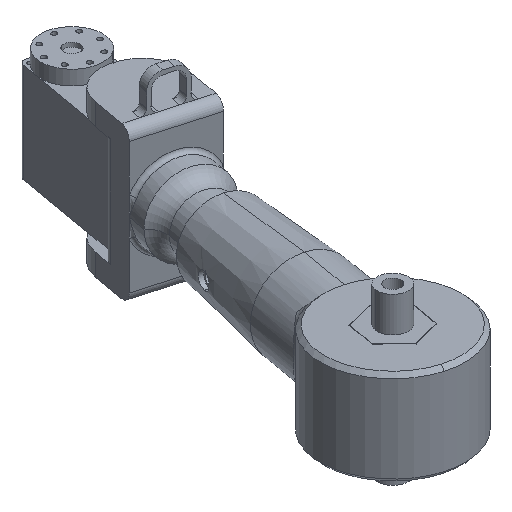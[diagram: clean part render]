
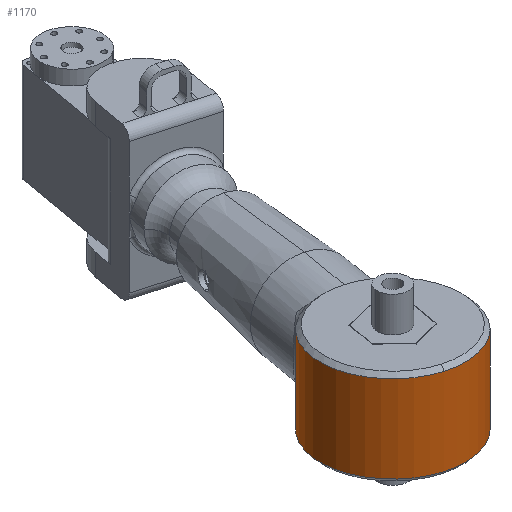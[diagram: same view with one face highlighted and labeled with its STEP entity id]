
A CAD part, left-side view. The second image highlights one B-rep face of the part: STEP entity #1170.
In plain terms, the highlighted cylindrical face has radius 35 mm (diameter 70 mm), a partial arc.
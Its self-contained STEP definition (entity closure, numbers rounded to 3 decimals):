
#280 = CARTESIAN_POINT ( 'NONE',  ( 30.125, 163.503, 15.758 ) ) ;
#316 = CARTESIAN_POINT ( 'NONE',  ( 22.597, 158.403, 26.591 ) ) ;
#323 = VERTEX_POINT ( 'NONE', #5705 ) ;
#351 = CARTESIAN_POINT ( 'NONE',  ( 19.116, 158.044, 32.253 ) ) ;
#358 = CARTESIAN_POINT ( 'NONE',  ( -7.644, 199.248, 38.531 ) ) ;
#413 = CARTESIAN_POINT ( 'NONE',  ( 1.805, 167.172, -4.723 ) ) ;
#416 = AXIS2_PLACEMENT_3D ( 'NONE', #1062, #6735, #6228 ) ;
#489 = ORIENTED_EDGE ( 'NONE', *, *, #4538, .T. ) ;
#619 = CARTESIAN_POINT ( 'NONE',  ( -6.788, 201.232, 25.472 ) ) ;
#627 = AXIS2_PLACEMENT_3D ( 'NONE', #6023, #1805, #3439 ) ;
#772 = VERTEX_POINT ( 'NONE', #4195 ) ;
#795 = DIRECTION ( 'NONE',  ( -0.729, -0.53, -0.434 ) ) ;
#825 = CARTESIAN_POINT ( 'NONE',  ( 12.146, 199.717, 3.186 ) ) ;
#827 = CARTESIAN_POINT ( 'NONE',  ( 25.705, 159.794, 22.018 ) ) ;
#853 = CARTESIAN_POINT ( 'NONE',  ( 10.369, 165.707, 49.254 ) ) ;
#860 = CARTESIAN_POINT ( 'NONE',  ( 4.96, 200.992, 7.611 ) ) ;
#863 = CARTESIAN_POINT ( 'NONE',  ( 24.144, 158.975, 24.273 ) ) ;
#928 = CARTESIAN_POINT ( 'NONE',  ( 13.84, 199.248, 2.441 ) ) ;
#1062 = CARTESIAN_POINT ( 'NONE',  ( -19.679, 167.172, 31.366 ) ) ;
#1099 = CARTESIAN_POINT ( 'NONE',  ( 16.446, 158.982, 37.208 ) ) ;
#1160 = B_SPLINE_CURVE_WITH_KNOTS ( 'NONE', 3,
 ( #6404, #5386, #2290, #1266, #5795, #3208, #5421, #619, #2184, #5584, #5460, #1369, #4983, #2995, #3410, #3917, #4504, #1937, #860, #2924, #5049, #5489, #3980, #825, #928 ),
 .UNSPECIFIED., .F., .F.,
 ( 4, 2, 2, 1, 2, 2, 2, 2, 2, 2, 2, 2, 4 ),
 ( 0., 0.006, 0.009, 0.011, 0.014, 0.017, 0.023, 0.026, 0.029, 0.034, 0.037, 0.04, 0.046 ),
 .UNSPECIFIED. ) ;
#1170 = ADVANCED_FACE ( 'NONE', ( #4915 ), #1231, .T. ) ;
#1231 = CYLINDRICAL_SURFACE ( 'NONE', #4996, 35. ) ;
#1266 = CARTESIAN_POINT ( 'NONE',  ( -7.733, 200.535, 32.004 ) ) ;
#1312 = AXIS2_PLACEMENT_3D ( 'NONE', #413, #1439, #795 ) ;
#1341 = CARTESIAN_POINT ( 'NONE',  ( 31.853, 165.707, 13.164 ) ) ;
#1369 = CARTESIAN_POINT ( 'NONE',  ( -4.244, 201.544, 18.342 ) ) ;
#1371 = ORIENTED_EDGE ( 'NONE', *, *, #3405, .T. ) ;
#1428 = B_SPLINE_CURVE_WITH_KNOTS ( 'NONE', 3,
 ( #1341, #3512, #2357, #280, #3412, #5492, #4506, #827, #2894, #863, #4985, #316, #5019, #4472, #2926, #351, #2521, #6669, #1099, #5655, #6700, #2624, #5183, #3611, #4680, #5620, #4608, #2106 ),
 .UNSPECIFIED., .F., .F.,
 ( 4, 2, 2, 2, 2, 2, 2, 2, 2, 2, 2, 2, 2, 4 ),
 ( 0., 0.003, 0.006, 0.011, 0.014, 0.017, 0.02, 0.023, 0.029, 0.032, 0.034, 0.04, 0.043, 0.046 ),
 .UNSPECIFIED. ) ;
#1439 = DIRECTION ( 'NONE',  ( -0.512, 0., 0.859 ) ) ;
#1484 = CARTESIAN_POINT ( 'NONE',  ( -45.182, 148.622, 16.185 ) ) ;
#1493 = VERTEX_POINT ( 'NONE', #1484 ) ;
#1802 = DIRECTION ( 'NONE',  ( -0.512, 0., 0.859 ) ) ;
#1805 = DIRECTION ( 'NONE',  ( 0.512, 0., -0.859 ) ) ;
#1831 = CIRCLE ( 'NONE', #1312, 35. ) ;
#1893 = ORIENTED_EDGE ( 'NONE', *, *, #3694, .T. ) ;
#1894 = CARTESIAN_POINT ( 'NONE',  ( 1.805, 167.172, -4.723 ) ) ;
#1937 = CARTESIAN_POINT ( 'NONE',  ( 2.75, 201.246, 9.386 ) ) ;
#2106 = CARTESIAN_POINT ( 'NONE',  ( 10.369, 165.707, 49.254 ) ) ;
#2184 = CARTESIAN_POINT ( 'NONE',  ( -6.299, 201.351, 23.636 ) ) ;
#2290 = CARTESIAN_POINT ( 'NONE',  ( -7.844, 200.087, 34.823 ) ) ;
#2357 = CARTESIAN_POINT ( 'NONE',  ( 31.017, 164.562, 14.445 ) ) ;
#2521 = CARTESIAN_POINT ( 'NONE',  ( 18.195, 158.227, 33.899 ) ) ;
#2624 = CARTESIAN_POINT ( 'NONE',  ( 14.028, 160.809, 42.041 ) ) ;
#2894 = CARTESIAN_POINT ( 'NONE',  ( 25.183, 159.494, 22.764 ) ) ;
#2924 = CARTESIAN_POINT ( 'NONE',  ( 5.723, 200.893, 7.045 ) ) ;
#2926 = CARTESIAN_POINT ( 'NONE',  ( 20.574, 158.043, 29.802 ) ) ;
#2944 = ORIENTED_EDGE ( 'NONE', *, *, #4503, .T. ) ;
#2995 = CARTESIAN_POINT ( 'NONE',  ( -2.258, 201.536, 15.094 ) ) ;
#3171 = CARTESIAN_POINT ( 'NONE',  ( 13.84, 199.248, 2.441 ) ) ;
#3208 = CARTESIAN_POINT ( 'NONE',  ( -7.464, 200.894, 29.186 ) ) ;
#3236 = CIRCLE ( 'NONE', #4210, 35. ) ;
#3275 = VERTEX_POINT ( 'NONE', #3171 ) ;
#3328 = DIRECTION ( 'NONE',  ( -0.729, -0.53, -0.434 ) ) ;
#3405 = EDGE_CURVE ( 'NONE', #4103, #3275, #1160, .T. ) ;
#3410 = CARTESIAN_POINT ( 'NONE',  ( -1.13, 201.5, 13.557 ) ) ;
#3412 = CARTESIAN_POINT ( 'NONE',  ( 29.663, 163.006, 16.422 ) ) ;
#3439 = DIRECTION ( 'NONE',  ( 0.729, 0.53, 0.434 ) ) ;
#3447 = EDGE_CURVE ( 'NONE', #5895, #1493, #5523, .T. ) ;
#3512 = CARTESIAN_POINT ( 'NONE',  ( 31.446, 165.121, 13.799 ) ) ;
#3611 = CARTESIAN_POINT ( 'NONE',  ( 12.186, 163.01, 45.782 ) ) ;
#3694 = EDGE_CURVE ( 'NONE', #3275, #772, #3236, .T. ) ;
#3917 = CARTESIAN_POINT ( 'NONE',  ( -0.527, 201.473, 12.813 ) ) ;
#3980 = CARTESIAN_POINT ( 'NONE',  ( 10.488, 200.086, 4.032 ) ) ;
#4072 = ORIENTED_EDGE ( 'NONE', *, *, #3447, .T. ) ;
#4103 = VERTEX_POINT ( 'NONE', #358 ) ;
#4195 = CARTESIAN_POINT ( 'NONE',  ( -23.699, 148.622, -19.905 ) ) ;
#4210 = AXIS2_PLACEMENT_3D ( 'NONE', #1894, #5481, #3328 ) ;
#4472 = CARTESIAN_POINT ( 'NONE',  ( 21.075, 158.088, 28.985 ) ) ;
#4503 = EDGE_CURVE ( 'NONE', #772, #323, #1831, .T. ) ;
#4504 = CARTESIAN_POINT ( 'NONE',  ( 1.371, 201.36, 10.679 ) ) ;
#4506 = CARTESIAN_POINT ( 'NONE',  ( 27.243, 160.799, 19.837 ) ) ;
#4538 = EDGE_CURVE ( 'NONE', #323, #5895, #1428, .T. ) ;
#4608 = CARTESIAN_POINT ( 'NONE',  ( 10.734, 165.121, 48.593 ) ) ;
#4680 = CARTESIAN_POINT ( 'NONE',  ( 11.823, 163.506, 46.502 ) ) ;
#4915 = FACE_OUTER_BOUND ( 'NONE', #5008, .T. ) ;
#4983 = CARTESIAN_POINT ( 'NONE',  ( -2.788, 201.545, 15.893 ) ) ;
#4985 = CARTESIAN_POINT ( 'NONE',  ( 23.626, 158.756, 25.038 ) ) ;
#4996 = AXIS2_PLACEMENT_3D ( 'NONE', #6496, #1802, #5456 ) ;
#5008 = EDGE_LOOP ( 'NONE', ( #1893, #2944, #489, #4072, #6093, #1371 ) ) ;
#5019 = CARTESIAN_POINT ( 'NONE',  ( 22.086, 158.269, 27.38 ) ) ;
#5049 = CARTESIAN_POINT ( 'NONE',  ( 7.281, 200.663, 5.972 ) ) ;
#5183 = CARTESIAN_POINT ( 'NONE',  ( 13.284, 161.615, 43.575 ) ) ;
#5386 = CARTESIAN_POINT ( 'NONE',  ( -7.797, 199.717, 36.687 ) ) ;
#5421 = CARTESIAN_POINT ( 'NONE',  ( -7.197, 201.091, 27.319 ) ) ;
#5456 = DIRECTION ( 'NONE',  ( 0.729, 0.53, 0.434 ) ) ;
#5460 = CARTESIAN_POINT ( 'NONE',  ( -5.046, 201.51, 20.052 ) ) ;
#5481 = DIRECTION ( 'NONE',  ( -0.512, 0., 0.859 ) ) ;
#5489 = CARTESIAN_POINT ( 'NONE',  ( 8.074, 200.532, 5.466 ) ) ;
#5492 = CARTESIAN_POINT ( 'NONE',  ( 28.241, 161.607, 18.446 ) ) ;
#5523 = CIRCLE ( 'NONE', #627, 35. ) ;
#5584 = CARTESIAN_POINT ( 'NONE',  ( -6.014, 201.399, 22.724 ) ) ;
#5616 = EDGE_CURVE ( 'NONE', #1493, #4103, #6277, .T. ) ;
#5620 = CARTESIAN_POINT ( 'NONE',  ( 11.097, 164.561, 47.908 ) ) ;
#5655 = CARTESIAN_POINT ( 'NONE',  ( 15.612, 159.505, 38.847 ) ) ;
#5705 = CARTESIAN_POINT ( 'NONE',  ( 31.853, 165.707, 13.164 ) ) ;
#5795 = CARTESIAN_POINT ( 'NONE',  ( -7.665, 200.666, 31.06 ) ) ;
#5895 = VERTEX_POINT ( 'NONE', #853 ) ;
#6023 = CARTESIAN_POINT ( 'NONE',  ( -19.679, 167.172, 31.366 ) ) ;
#6093 = ORIENTED_EDGE ( 'NONE', *, *, #5616, .T. ) ;
#6228 = DIRECTION ( 'NONE',  ( 0.729, 0.53, 0.434 ) ) ;
#6277 = CIRCLE ( 'NONE', #416, 35. ) ;
#6404 = CARTESIAN_POINT ( 'NONE',  ( -7.644, 199.248, 38.531 ) ) ;
#6496 = CARTESIAN_POINT ( 'NONE',  ( 1.293, 167.172, -3.864 ) ) ;
#6669 = CARTESIAN_POINT ( 'NONE',  ( 16.875, 158.761, 36.38 ) ) ;
#6700 = CARTESIAN_POINT ( 'NONE',  ( 15.207, 159.806, 39.657 ) ) ;
#6735 = DIRECTION ( 'NONE',  ( 0.512, 0., -0.859 ) ) ;
